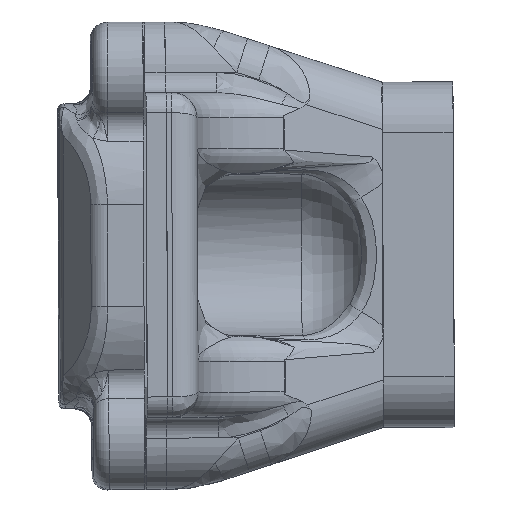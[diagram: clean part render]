
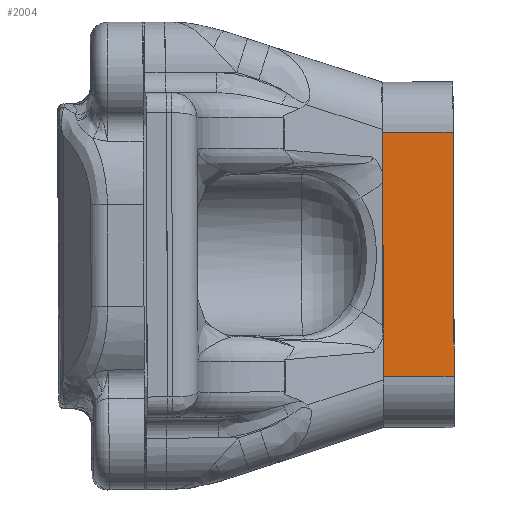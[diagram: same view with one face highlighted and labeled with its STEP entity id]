
A CAD part, left-side view. The second image highlights one B-rep face of the part: STEP entity #2004.
In plain terms, the highlighted face is planar.
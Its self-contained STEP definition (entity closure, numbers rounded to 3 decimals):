
#550 = EDGE_CURVE ( 'NONE', #12167, #20919, #18275, .T. ) ;
#870 = CARTESIAN_POINT ( 'NONE',  ( -17.609, 7., 15.801 ) ) ;
#995 = VECTOR ( 'NONE', #8561, 1000. ) ;
#2004 = ADVANCED_FACE ( 'NONE', ( #16603 ), #9823, .F. ) ;
#2619 = CARTESIAN_POINT ( 'NONE',  ( -17.609, 7., -13.199 ) ) ;
#3334 = ORIENTED_EDGE ( 'NONE', *, *, #21114, .T. ) ;
#4243 = VECTOR ( 'NONE', #14977, 1000. ) ;
#4779 = ORIENTED_EDGE ( 'NONE', *, *, #550, .T. ) ;
#4941 = ORIENTED_EDGE ( 'NONE', *, *, #8220, .F. ) ;
#5245 = VECTOR ( 'NONE', #20940, 1000. ) ;
#5726 = VERTEX_POINT ( 'NONE', #870 ) ;
#6215 = CARTESIAN_POINT ( 'NONE',  ( -17.609, 7., 15.801 ) ) ;
#7933 = DIRECTION ( 'NONE',  ( 0., 0., -1. ) ) ;
#8220 = EDGE_CURVE ( 'NONE', #12167, #5726, #11608, .T. ) ;
#8561 = DIRECTION ( 'NONE',  ( 0., 1., 0. ) ) ;
#9114 = DIRECTION ( 'NONE',  ( 0., 0., 1. ) ) ;
#9823 = PLANE ( 'NONE',  #22112 ) ;
#10259 = VERTEX_POINT ( 'NONE', #21047 ) ;
#11608 = LINE ( 'NONE', #22135, #4243 ) ;
#12167 = VERTEX_POINT ( 'NONE', #17278 ) ;
#12721 = ORIENTED_EDGE ( 'NONE', *, *, #14003, .T. ) ;
#13625 = VECTOR ( 'NONE', #9114, 1000. ) ;
#14003 = EDGE_CURVE ( 'NONE', #20919, #10259, #17610, .T. ) ;
#14568 = CARTESIAN_POINT ( 'NONE',  ( -17.609, 0.01, -13.199 ) ) ;
#14977 = DIRECTION ( 'NONE',  ( 0., 0., 1. ) ) ;
#15810 = EDGE_LOOP ( 'NONE', ( #4779, #12721, #3334, #4941 ) ) ;
#16603 = FACE_OUTER_BOUND ( 'NONE', #15810, .T. ) ;
#17118 = DIRECTION ( 'NONE',  ( 1., 0., 0. ) ) ;
#17278 = CARTESIAN_POINT ( 'NONE',  ( -17.609, 7., -8.199 ) ) ;
#17389 = LINE ( 'NONE', #6215, #995 ) ;
#17610 = LINE ( 'NONE', #14568, #13625 ) ;
#18275 = LINE ( 'NONE', #20855, #5245 ) ;
#20855 = CARTESIAN_POINT ( 'NONE',  ( -17.609, 7., -8.199 ) ) ;
#20919 = VERTEX_POINT ( 'NONE', #22564 ) ;
#20940 = DIRECTION ( 'NONE',  ( 0., -1., 0. ) ) ;
#21047 = CARTESIAN_POINT ( 'NONE',  ( -17.609, 0.01, 15.801 ) ) ;
#21114 = EDGE_CURVE ( 'NONE', #10259, #5726, #17389, .T. ) ;
#22112 = AXIS2_PLACEMENT_3D ( 'NONE', #2619, #17118, #7933 ) ;
#22135 = CARTESIAN_POINT ( 'NONE',  ( -17.609, 7., -13.199 ) ) ;
#22564 = CARTESIAN_POINT ( 'NONE',  ( -17.609, 0.01, -8.199 ) ) ;
